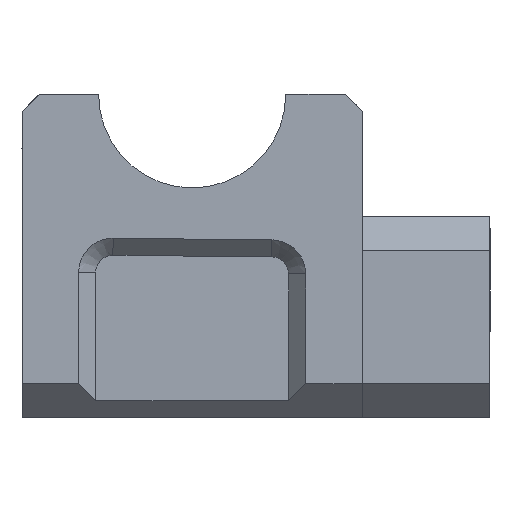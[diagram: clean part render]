
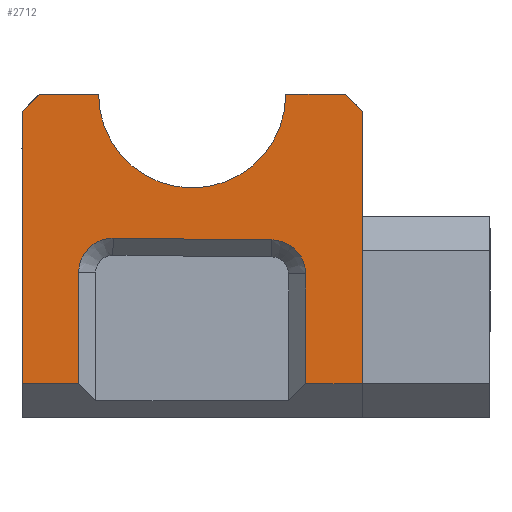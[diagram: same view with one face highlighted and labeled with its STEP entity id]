
A CAD part, left-side view. The second image highlights one B-rep face of the part: STEP entity #2712.
In plain terms, the highlighted planar face has unit normal (-1, 0, 0).
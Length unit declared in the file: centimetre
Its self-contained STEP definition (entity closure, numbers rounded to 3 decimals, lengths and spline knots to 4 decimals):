
#204=FACE_OUTER_BOUND('',#362,.T.);
#362=EDGE_LOOP('',(#1990,#1991,#1992,#1993,#1994,#1995,#1996,#1997,#1998,
#1999,#2000,#2001,#2002,#2003));
#534=CIRCLE('',#2900,0.2);
#535=CIRCLE('',#2901,0.2);
#536=CIRCLE('',#2902,0.55);
#686=LINE('',#4422,#943);
#692=LINE('',#4479,#949);
#695=LINE('',#4484,#952);
#696=LINE('',#4486,#953);
#697=LINE('',#4488,#954);
#698=LINE('',#4492,#955);
#699=LINE('',#4496,#956);
#700=LINE('',#4497,#957);
#701=LINE('',#4499,#958);
#702=LINE('',#4501,#959);
#703=LINE('',#4504,#960);
#943=VECTOR('',#3292,1.);
#949=VECTOR('',#3316,1.);
#952=VECTOR('',#3321,1.);
#953=VECTOR('',#3322,1.);
#954=VECTOR('',#3323,1.);
#955=VECTOR('',#3326,1.);
#956=VECTOR('',#3329,1.);
#957=VECTOR('',#3330,1.);
#958=VECTOR('',#3331,1.);
#959=VECTOR('',#3332,1.);
#960=VECTOR('',#3335,1.);
#1230=VERTEX_POINT('',#4419);
#1231=VERTEX_POINT('',#4421);
#1238=VERTEX_POINT('',#4477);
#1239=VERTEX_POINT('',#4478);
#1240=VERTEX_POINT('',#4483);
#1241=VERTEX_POINT('',#4485);
#1242=VERTEX_POINT('',#4487);
#1243=VERTEX_POINT('',#4489);
#1244=VERTEX_POINT('',#4491);
#1245=VERTEX_POINT('',#4493);
#1246=VERTEX_POINT('',#4495);
#1247=VERTEX_POINT('',#4498);
#1248=VERTEX_POINT('',#4500);
#1249=VERTEX_POINT('',#4502);
#1528=EDGE_CURVE('',#1230,#1231,#686,.T.);
#1538=EDGE_CURVE('',#1238,#1239,#692,.T.);
#1541=EDGE_CURVE('',#1238,#1240,#695,.T.);
#1542=EDGE_CURVE('',#1241,#1240,#696,.T.);
#1543=EDGE_CURVE('',#1241,#1242,#697,.T.);
#1544=EDGE_CURVE('',#1242,#1243,#534,.T.);
#1545=EDGE_CURVE('',#1243,#1244,#698,.T.);
#1546=EDGE_CURVE('',#1244,#1245,#535,.T.);
#1547=EDGE_CURVE('',#1245,#1246,#699,.T.);
#1548=EDGE_CURVE('',#1231,#1246,#700,.T.);
#1549=EDGE_CURVE('',#1247,#1230,#701,.T.);
#1550=EDGE_CURVE('',#1248,#1247,#702,.F.);
#1551=EDGE_CURVE('',#1248,#1249,#536,.T.);
#1552=EDGE_CURVE('',#1239,#1249,#703,.F.);
#1990=ORIENTED_EDGE('',*,*,#1538,.F.);
#1991=ORIENTED_EDGE('',*,*,#1541,.T.);
#1992=ORIENTED_EDGE('',*,*,#1542,.F.);
#1993=ORIENTED_EDGE('',*,*,#1543,.T.);
#1994=ORIENTED_EDGE('',*,*,#1544,.T.);
#1995=ORIENTED_EDGE('',*,*,#1545,.T.);
#1996=ORIENTED_EDGE('',*,*,#1546,.T.);
#1997=ORIENTED_EDGE('',*,*,#1547,.T.);
#1998=ORIENTED_EDGE('',*,*,#1548,.F.);
#1999=ORIENTED_EDGE('',*,*,#1528,.F.);
#2000=ORIENTED_EDGE('',*,*,#1549,.F.);
#2001=ORIENTED_EDGE('',*,*,#1550,.F.);
#2002=ORIENTED_EDGE('',*,*,#1551,.T.);
#2003=ORIENTED_EDGE('',*,*,#1552,.F.);
#2615=PLANE('',#2899);
#2712=ADVANCED_FACE('',(#204),#2615,.F.);
#2899=AXIS2_PLACEMENT_3D('',#4482,#3319,#3320);
#2900=AXIS2_PLACEMENT_3D('',#4490,#3324,#3325);
#2901=AXIS2_PLACEMENT_3D('',#4494,#3327,#3328);
#2902=AXIS2_PLACEMENT_3D('',#4503,#3333,#3334);
#3292=DIRECTION('',(0.,0.,-1.));
#3316=DIRECTION('',(0.,-0.707,0.707));
#3319=DIRECTION('center_axis',(1.,0.,0.));
#3320=DIRECTION('ref_axis',(0.,0.,
1.));
#3321=DIRECTION('',(0.,0.,-1.));
#3322=DIRECTION('',(0.,1.,0.));
#3323=DIRECTION('',(0.,0.,1.));
#3324=DIRECTION('center_axis',(1.,0.,0.));
#3325=DIRECTION('ref_axis',(0.,-0.01,
1.));
#3326=DIRECTION('',(0.,-1.,-0.01));
#3327=DIRECTION('center_axis',(1.,0.,0.));
#3328=DIRECTION('ref_axis',(0.,-1.,0.));
#3329=DIRECTION('',(0.,0.,-1.));
#3330=DIRECTION('',(0.,1.,0.));
#3331=DIRECTION('',(0.,-0.707,-0.707));
#3332=DIRECTION('',(0.,1.,0.));
#3333=DIRECTION('center_axis',(1.,0.,0.));
#3334=DIRECTION('ref_axis',(0.,-1.,0.));
#3335=DIRECTION('',(0.,1.,0.));
#4419=CARTESIAN_POINT('',(-13.9762,8.0318,7.7742));
#4421=CARTESIAN_POINT('',(-13.9762,8.0318,6.1742));
#4422=CARTESIAN_POINT('',(-13.9762,8.0318,6.6742));
#4477=CARTESIAN_POINT('',(-13.9762,10.0318,7.7742));
#4478=CARTESIAN_POINT('',(-13.9762,9.9318,7.8742));
#4479=CARTESIAN_POINT('',(-13.9762,10.0318,7.7742));
#4482=CARTESIAN_POINT('Origin',(-13.9762,9.0318,6.6742));
#4483=CARTESIAN_POINT('',(-13.9762,10.0318,6.1742));
#4484=CARTESIAN_POINT('',(-13.9762,10.0318,6.6742));
#4485=CARTESIAN_POINT('',(-13.9762,9.6985,6.1742));
#4486=CARTESIAN_POINT('',(-13.9762,9.0318,6.1742));
#4487=CARTESIAN_POINT('',(-13.9762,9.6985,6.8283));
#4488=CARTESIAN_POINT('',(-13.9762,9.6985,6.1013));
#4489=CARTESIAN_POINT('',(-13.9762,9.4966,7.0282));
#4490=CARTESIAN_POINT('Origin',(-13.9762,9.4985,6.8283));
#4491=CARTESIAN_POINT('',(-13.9762,8.5632,7.019));
#4492=CARTESIAN_POINT('',(-13.9762,9.2622,7.0259));
#4493=CARTESIAN_POINT('',(-13.9762,8.3652,6.819));
#4494=CARTESIAN_POINT('Origin',(-13.9762,8.5652,6.819));
#4495=CARTESIAN_POINT('',(-13.9762,8.3652,6.1742));
#4496=CARTESIAN_POINT('',(-13.9762,8.3652,6.7216));
#4497=CARTESIAN_POINT('',(-13.9762,9.0318,6.1742));
#4498=CARTESIAN_POINT('',(-13.9762,8.1318,7.8742));
#4499=CARTESIAN_POINT('',(-13.9762,8.0318,7.7742));
#4500=CARTESIAN_POINT('',(-13.9762,8.4818,7.8742));
#4501=CARTESIAN_POINT('',(-13.9762,9.0318,7.8742));
#4502=CARTESIAN_POINT('',(-13.9762,9.5818,7.8742));
#4503=CARTESIAN_POINT('Origin',(-13.9762,9.0318,7.8742));
#4504=CARTESIAN_POINT('',(-13.9762,9.0318,7.8742));
